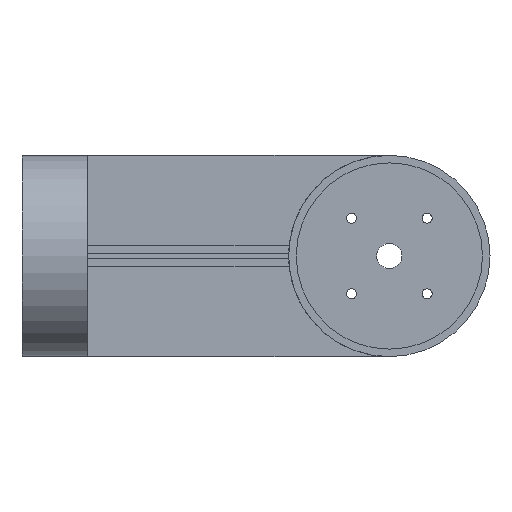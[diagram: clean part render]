
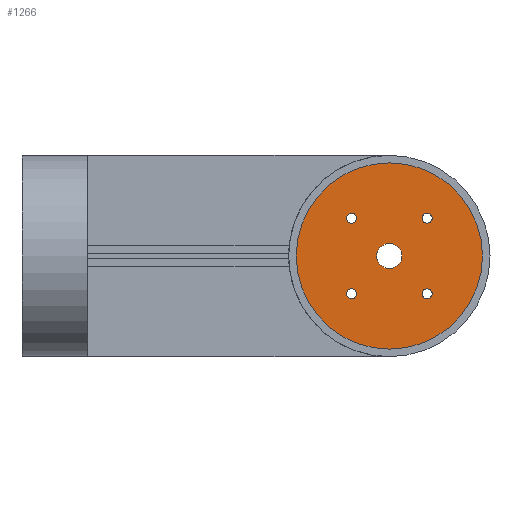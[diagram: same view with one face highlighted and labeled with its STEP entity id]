
A CAD part, left-side view. The second image highlights one B-rep face of the part: STEP entity #1266.
In plain terms, the highlighted planar face has unit normal (-1, 0, 0).
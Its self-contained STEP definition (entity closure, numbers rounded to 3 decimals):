
#14 = ORIENTED_EDGE ( 'NONE', *, *, #1059, .F. ) ;
#16 = FACE_BOUND ( 'NONE', #1098, .T. ) ;
#34 = DIRECTION ( 'NONE',  ( 0., 0., 1. ) ) ;
#44 = CIRCLE ( 'NONE', #755, 2.5 ) ;
#54 = EDGE_CURVE ( 'NONE', #645, #1032, #1036, .T. ) ;
#80 = DIRECTION ( 'NONE',  ( 0., 0., 1. ) ) ;
#100 = CARTESIAN_POINT ( 'NONE',  ( 77., -67.5, -8.5 ) ) ;
#142 = VERTEX_POINT ( 'NONE', #1508 ) ;
#173 = CIRCLE ( 'NONE', #854, 1. ) ;
#177 = ORIENTED_EDGE ( 'NONE', *, *, #54, .T. ) ;
#190 = VERTEX_POINT ( 'NONE', #1383 ) ;
#197 = CIRCLE ( 'NONE', #744, 1. ) ;
#204 = VERTEX_POINT ( 'NONE', #382 ) ;
#206 = VERTEX_POINT ( 'NONE', #797 ) ;
#236 = AXIS2_PLACEMENT_3D ( 'NONE', #1617, #1607, #1181 ) ;
#246 = CIRCLE ( 'NONE', #1767, 1. ) ;
#251 = ORIENTED_EDGE ( 'NONE', *, *, #1377, .F. ) ;
#255 = DIRECTION ( 'NONE',  ( -1., 0., 0. ) ) ;
#315 = AXIS2_PLACEMENT_3D ( 'NONE', #1649, #779, #640 ) ;
#324 = EDGE_CURVE ( 'NONE', #190, #1374, #1240, .T. ) ;
#341 = CARTESIAN_POINT ( 'NONE',  ( 77., -60., 0. ) ) ;
#350 = VERTEX_POINT ( 'NONE', #1122 ) ;
#353 = AXIS2_PLACEMENT_3D ( 'NONE', #1619, #492, #476 ) ;
#375 = CIRCLE ( 'NONE', #1528, 1. ) ;
#376 = FACE_BOUND ( 'NONE', #1820, .T. ) ;
#382 = CARTESIAN_POINT ( 'NONE',  ( 77., -60., 2.5 ) ) ;
#440 = CARTESIAN_POINT ( 'NONE',  ( 77., -67.5, 7.5 ) ) ;
#458 = VERTEX_POINT ( 'NONE', #1000 ) ;
#476 = DIRECTION ( 'NONE',  ( 0., 0., 1. ) ) ;
#487 = ORIENTED_EDGE ( 'NONE', *, *, #1049, .F. ) ;
#492 = DIRECTION ( 'NONE',  ( -1., 0., 0. ) ) ;
#518 = AXIS2_PLACEMENT_3D ( 'NONE', #1397, #1273, #962 ) ;
#535 = FACE_BOUND ( 'NONE', #1388, .T. ) ;
#592 = DIRECTION ( 'NONE',  ( -1., 0., 0. ) ) ;
#606 = AXIS2_PLACEMENT_3D ( 'NONE', #341, #625, #1037 ) ;
#609 = CARTESIAN_POINT ( 'NONE',  ( 77., -52.5, 7.5 ) ) ;
#625 = DIRECTION ( 'NONE',  ( -1., 0., 0. ) ) ;
#632 = ORIENTED_EDGE ( 'NONE', *, *, #948, .T. ) ;
#640 = DIRECTION ( 'NONE',  ( 0., 0., 1. ) ) ;
#645 = VERTEX_POINT ( 'NONE', #1213 ) ;
#670 = EDGE_LOOP ( 'NONE', ( #1642, #487 ) ) ;
#683 = DIRECTION ( 'NONE',  ( 0., 0., 1. ) ) ;
#714 = FACE_BOUND ( 'NONE', #883, .T. ) ;
#724 = VERTEX_POINT ( 'NONE', #100 ) ;
#731 = EDGE_CURVE ( 'NONE', #458, #142, #173, .T. ) ;
#744 = AXIS2_PLACEMENT_3D ( 'NONE', #1828, #255, #80 ) ;
#753 = DIRECTION ( 'NONE',  ( 0., 0., 1. ) ) ;
#755 = AXIS2_PLACEMENT_3D ( 'NONE', #1169, #592, #1303 ) ;
#771 = DIRECTION ( 'NONE',  ( -1., 0., 0. ) ) ;
#779 = DIRECTION ( 'NONE',  ( -1., 0., 0. ) ) ;
#797 = CARTESIAN_POINT ( 'NONE',  ( 77., -52.5, -6.5 ) ) ;
#849 = CARTESIAN_POINT ( 'NONE',  ( 77., -52.5, 7.5 ) ) ;
#852 = ORIENTED_EDGE ( 'NONE', *, *, #324, .F. ) ;
#854 = AXIS2_PLACEMENT_3D ( 'NONE', #849, #1422, #1128 ) ;
#883 = EDGE_LOOP ( 'NONE', ( #1047, #1465 ) ) ;
#886 = CIRCLE ( 'NONE', #1110, 1. ) ;
#896 = DIRECTION ( 'NONE',  ( 0., 0., 1. ) ) ;
#900 = EDGE_CURVE ( 'NONE', #204, #1057, #44, .T. ) ;
#941 = EDGE_LOOP ( 'NONE', ( #177, #632 ) ) ;
#948 = EDGE_CURVE ( 'NONE', #1032, #645, #1332, .T. ) ;
#962 = DIRECTION ( 'NONE',  ( 0., 0., 1. ) ) ;
#978 = EDGE_CURVE ( 'NONE', #1057, #204, #1484, .T. ) ;
#993 = AXIS2_PLACEMENT_3D ( 'NONE', #1757, #1780, #896 ) ;
#996 = CARTESIAN_POINT ( 'NONE',  ( 77., -67.5, -6.5 ) ) ;
#1000 = CARTESIAN_POINT ( 'NONE',  ( 77., -52.5, 8.5 ) ) ;
#1032 = VERTEX_POINT ( 'NONE', #1763 ) ;
#1036 = CIRCLE ( 'NONE', #353, 18.5 ) ;
#1037 = DIRECTION ( 'NONE',  ( 0., 0., 1. ) ) ;
#1047 = ORIENTED_EDGE ( 'NONE', *, *, #900, .F. ) ;
#1049 = EDGE_CURVE ( 'NONE', #350, #206, #1655, .T. ) ;
#1051 = AXIS2_PLACEMENT_3D ( 'NONE', #1614, #1783, #34 ) ;
#1057 = VERTEX_POINT ( 'NONE', #1182 ) ;
#1059 = EDGE_CURVE ( 'NONE', #142, #458, #246, .T. ) ;
#1067 = ORIENTED_EDGE ( 'NONE', *, *, #1130, .F. ) ;
#1098 = EDGE_LOOP ( 'NONE', ( #852, #1126 ) ) ;
#1110 = AXIS2_PLACEMENT_3D ( 'NONE', #440, #1434, #1316 ) ;
#1122 = CARTESIAN_POINT ( 'NONE',  ( 77., -52.5, -8.5 ) ) ;
#1126 = ORIENTED_EDGE ( 'NONE', *, *, #1512, .F. ) ;
#1128 = DIRECTION ( 'NONE',  ( 0., 0., 1. ) ) ;
#1130 = EDGE_CURVE ( 'NONE', #1872, #724, #375, .T. ) ;
#1147 = CIRCLE ( 'NONE', #315, 1. ) ;
#1169 = CARTESIAN_POINT ( 'NONE',  ( 77., -60., 0. ) ) ;
#1181 = DIRECTION ( 'NONE',  ( 0., 0., 1. ) ) ;
#1182 = CARTESIAN_POINT ( 'NONE',  ( 77., -60., -2.5 ) ) ;
#1213 = CARTESIAN_POINT ( 'NONE',  ( 77., -60., 18.5 ) ) ;
#1240 = CIRCLE ( 'NONE', #518, 1. ) ;
#1244 = CARTESIAN_POINT ( 'NONE',  ( 77., -67.5, -7.5 ) ) ;
#1266 = ADVANCED_FACE ( 'NONE', ( #376, #16, #535, #1634, #714, #1440 ), #1469, .T. ) ;
#1273 = DIRECTION ( 'NONE',  ( -1., 0., 0. ) ) ;
#1303 = DIRECTION ( 'NONE',  ( 0., 0., 1. ) ) ;
#1316 = DIRECTION ( 'NONE',  ( 0., 0., 1. ) ) ;
#1332 = CIRCLE ( 'NONE', #606, 18.5 ) ;
#1363 = CARTESIAN_POINT ( 'NONE',  ( 77., -67.5, 6.5 ) ) ;
#1374 = VERTEX_POINT ( 'NONE', #1363 ) ;
#1377 = EDGE_CURVE ( 'NONE', #724, #1872, #1147, .T. ) ;
#1383 = CARTESIAN_POINT ( 'NONE',  ( 77., -67.5, 8.5 ) ) ;
#1388 = EDGE_LOOP ( 'NONE', ( #1725, #14 ) ) ;
#1397 = CARTESIAN_POINT ( 'NONE',  ( 77., -67.5, 7.5 ) ) ;
#1422 = DIRECTION ( 'NONE',  ( -1., 0., 0. ) ) ;
#1434 = DIRECTION ( 'NONE',  ( -1., 0., 0. ) ) ;
#1440 = FACE_OUTER_BOUND ( 'NONE', #941, .T. ) ;
#1465 = ORIENTED_EDGE ( 'NONE', *, *, #978, .F. ) ;
#1469 = PLANE ( 'NONE',  #236 ) ;
#1484 = CIRCLE ( 'NONE', #1051, 2.5 ) ;
#1508 = CARTESIAN_POINT ( 'NONE',  ( 77., -52.5, 6.5 ) ) ;
#1512 = EDGE_CURVE ( 'NONE', #1374, #190, #886, .T. ) ;
#1528 = AXIS2_PLACEMENT_3D ( 'NONE', #1244, #771, #683 ) ;
#1607 = DIRECTION ( 'NONE',  ( -1., 0., 0. ) ) ;
#1614 = CARTESIAN_POINT ( 'NONE',  ( 77., -60., 0. ) ) ;
#1617 = CARTESIAN_POINT ( 'NONE',  ( 77., -60., 0. ) ) ;
#1619 = CARTESIAN_POINT ( 'NONE',  ( 77., -60., 0. ) ) ;
#1621 = DIRECTION ( 'NONE',  ( -1., 0., 0. ) ) ;
#1634 = FACE_BOUND ( 'NONE', #670, .T. ) ;
#1642 = ORIENTED_EDGE ( 'NONE', *, *, #1732, .F. ) ;
#1649 = CARTESIAN_POINT ( 'NONE',  ( 77., -67.5, -7.5 ) ) ;
#1655 = CIRCLE ( 'NONE', #993, 1. ) ;
#1725 = ORIENTED_EDGE ( 'NONE', *, *, #731, .F. ) ;
#1732 = EDGE_CURVE ( 'NONE', #206, #350, #197, .T. ) ;
#1757 = CARTESIAN_POINT ( 'NONE',  ( 77., -52.5, -7.5 ) ) ;
#1763 = CARTESIAN_POINT ( 'NONE',  ( 77., -60., -18.5 ) ) ;
#1767 = AXIS2_PLACEMENT_3D ( 'NONE', #609, #1621, #753 ) ;
#1780 = DIRECTION ( 'NONE',  ( -1., 0., 0. ) ) ;
#1783 = DIRECTION ( 'NONE',  ( -1., 0., 0. ) ) ;
#1820 = EDGE_LOOP ( 'NONE', ( #1067, #251 ) ) ;
#1828 = CARTESIAN_POINT ( 'NONE',  ( 77., -52.5, -7.5 ) ) ;
#1872 = VERTEX_POINT ( 'NONE', #996 ) ;
